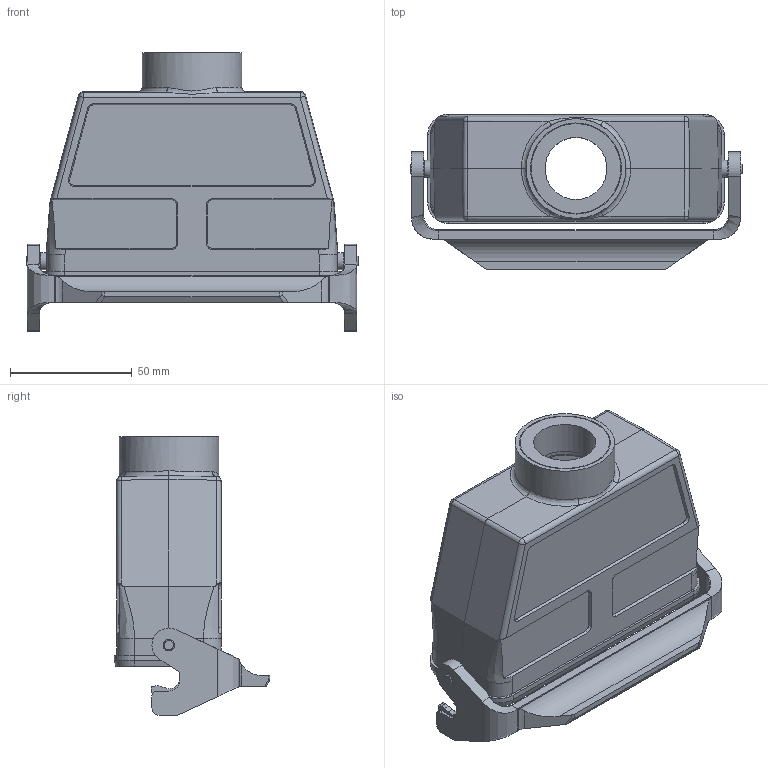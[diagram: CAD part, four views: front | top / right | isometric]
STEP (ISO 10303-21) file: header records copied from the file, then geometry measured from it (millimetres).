
FILE_DESCRIPTION((''),'2;1');
FILE_NAME('05300240764.stp','2020-07-14T15:29:26',('e.eickhoff'),(''),'Autodesk Inventor 2012','Autodesk Inventor 2012','');
FILE_SCHEMA(('AUTOMOTIVE_DESIGN { 1 0 10303 214 1 1 1 1 }'));
Length unit declared in the file: millimetre
Products named in the file (3): 05300240764; M25-PG29 Adapter
Assembly tree (2 placements, depth 2):
  05300240764
    05300240764
    M25-PG29 Adapter
Bounding box: 136.6 x 64 x 114.5 mm (x, y, z)
Volume: 112782.5 mm3; surface area: 72365.7 mm2
Topology: 3 solids, 3 shells, 493 faces, 1262 edges, 791 vertices
Faces by surface type: plane 278, cylinder 110, bspline 55, cone 36, sphere 8, torus 6
Full cylindrical faces by diameter (mm): 2.74 x4, 4 x2, 4.8 x2, 7 x2, 25.5 x1, 32 x1, 37 x1, 37.5 x1, 41 x1
Entity records: 17475 total; most frequent: CARTESIAN_POINT 5397, ORIENTED_EDGE 2450, DIRECTION 2377, EDGE_CURVE 1225, AXIS2_PLACEMENT_3D 807, VERTEX_POINT 779, VECTOR 763, LINE 763
